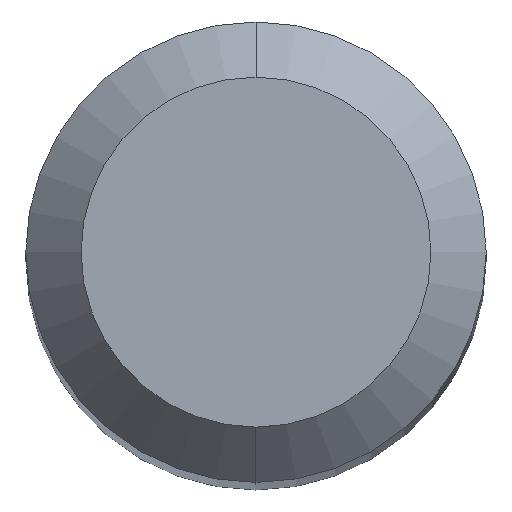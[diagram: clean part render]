
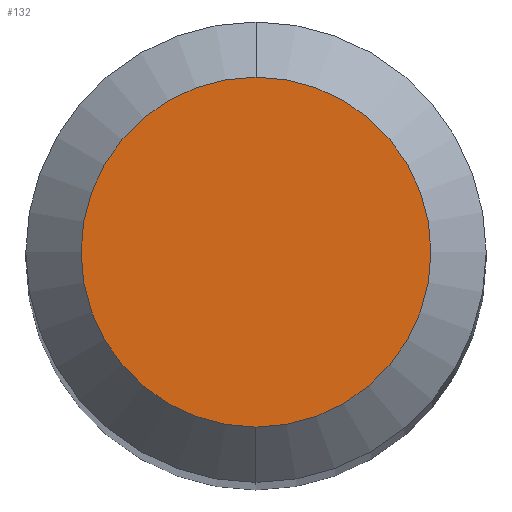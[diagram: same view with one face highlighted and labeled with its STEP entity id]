
A CAD part, top view. The second image highlights one B-rep face of the part: STEP entity #132.
In plain terms, the highlighted planar face has unit normal (0, 0, 1).
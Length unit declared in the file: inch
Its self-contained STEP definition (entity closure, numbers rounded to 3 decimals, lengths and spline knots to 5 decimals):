
#16 = ORIENTED_EDGE ( 'NONE', *, *, #47, .T. ) ;
#18 = CIRCLE ( 'NONE', #315, 0.0475 ) ;
#27 = VERTEX_POINT ( 'NONE', #447 ) ;
#38 = AXIS2_PLACEMENT_3D ( 'NONE', #70, #304, #256 ) ;
#41 = CARTESIAN_POINT ( 'NONE',  ( 0., 0.0475, 0. ) ) ;
#47 = EDGE_CURVE ( 'NONE', #93, #27, #18, .T. ) ;
#70 = CARTESIAN_POINT ( 'NONE',  ( 0., 0., 0. ) ) ;
#77 = PLANE ( 'NONE',  #218 ) ;
#93 = VERTEX_POINT ( 'NONE', #41 ) ;
#132 = ADVANCED_FACE ( 'NONE', ( #292 ), #77, .F. ) ;
#192 = CARTESIAN_POINT ( 'NONE',  ( 0., 0., 0. ) ) ;
#194 = DIRECTION ( 'NONE',  ( 0., 0., 1. ) ) ;
#209 = DIRECTION ( 'NONE',  ( 0., 1., 0. ) ) ;
#218 = AXIS2_PLACEMENT_3D ( 'NONE', #248, #400, #209 ) ;
#248 = CARTESIAN_POINT ( 'NONE',  ( 0., 0.0475, 0. ) ) ;
#256 = DIRECTION ( 'NONE',  ( 0., -1., 0. ) ) ;
#278 = DIRECTION ( 'NONE',  ( 0., -1., 0. ) ) ;
#292 = FACE_OUTER_BOUND ( 'NONE', #365, .T. ) ;
#304 = DIRECTION ( 'NONE',  ( 0., 0., 1. ) ) ;
#315 = AXIS2_PLACEMENT_3D ( 'NONE', #192, #194, #278 ) ;
#358 = ORIENTED_EDGE ( 'NONE', *, *, #372, .T. ) ;
#365 = EDGE_LOOP ( 'NONE', ( #16, #358 ) ) ;
#372 = EDGE_CURVE ( 'NONE', #27, #93, #487, .T. ) ;
#400 = DIRECTION ( 'NONE',  ( 0., 0., -1. ) ) ;
#447 = CARTESIAN_POINT ( 'NONE',  ( 0., -0.0475, 0. ) ) ;
#487 = CIRCLE ( 'NONE', #38, 0.0475 ) ;
